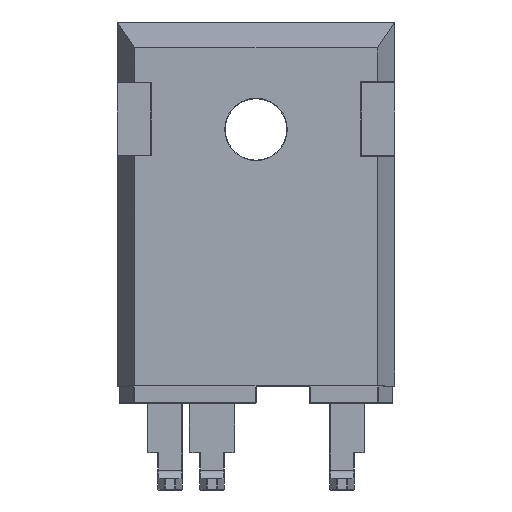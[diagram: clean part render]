
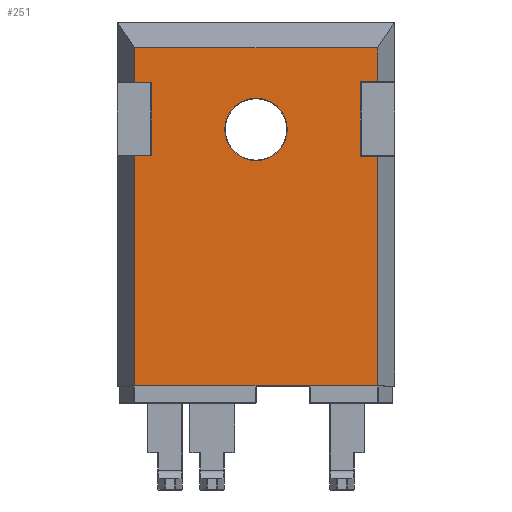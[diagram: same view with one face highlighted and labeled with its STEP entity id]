
A CAD part, top view. The second image highlights one B-rep face of the part: STEP entity #251.
In plain terms, the highlighted planar face has unit normal (0, 0, 1).
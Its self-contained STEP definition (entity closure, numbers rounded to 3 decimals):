
#73=CARTESIAN_POINT('',(-7.,-10.475,3.));
#74=VERTEX_POINT('',#73);
#92=CARTESIAN_POINT('',(7.,-10.475,3.));
#93=VERTEX_POINT('',#92);
#101=CARTESIAN_POINT('',(7.0,-10.475,3.));
#102=DIRECTION('',(-1.0,0.0,0.0));
#103=VECTOR('',#102,14.0);
#104=LINE('',#101,#103);
#105=EDGE_CURVE('',#93,#74,#104,.T.);
#110=CARTESIAN_POINT('',(0.0,0.,3.));
#111=DIRECTION('',(0.0,0.0,1.0));
#112=DIRECTION('',(1.0,0.0,0.0));
#113=AXIS2_PLACEMENT_3D('',#110,#111,#112);
#114=PLANE('',#113);
#115=ORIENTED_EDGE('',*,*,#105,.F.);
#116=CARTESIAN_POINT('',(7.,2.75,3.));
#117=VERTEX_POINT('',#116);
#118=CARTESIAN_POINT('',(7.,2.75,3.));
#119=DIRECTION('',(0.0,-1.0,0.0));
#120=VECTOR('',#119,13.225);
#121=LINE('',#118,#120);
#122=EDGE_CURVE('',#117,#93,#121,.T.);
#123=ORIENTED_EDGE('',*,*,#122,.F.);
#124=CARTESIAN_POINT('',(6.074,2.75,3.));
#125=VERTEX_POINT('',#124);
#126=CARTESIAN_POINT('',(6.074,2.75,3.));
#127=DIRECTION('',(1.0,0.0,0.0));
#128=VECTOR('',#127,0.926);
#129=LINE('',#126,#128);
#130=EDGE_CURVE('',#125,#117,#129,.T.);
#131=ORIENTED_EDGE('',*,*,#130,.F.);
#132=CARTESIAN_POINT('',(6.024,2.8,3.));
#133=VERTEX_POINT('',#132);
#134=CARTESIAN_POINT('',(6.074,2.8,3.));
#135=DIRECTION('',(0.0,0.0,1.0));
#136=DIRECTION('',(-0.707,-0.707,0.0));
#137=AXIS2_PLACEMENT_3D('',#134,#135,#136);
#138=CIRCLE('',#137,0.05);
#139=EDGE_CURVE('',#133,#125,#138,.T.);
#140=ORIENTED_EDGE('',*,*,#139,.F.);
#141=CARTESIAN_POINT('',(6.024,7.,3.));
#142=VERTEX_POINT('',#141);
#143=CARTESIAN_POINT('',(6.024,7.,3.));
#144=DIRECTION('',(0.0,-1.0,0.0));
#145=VECTOR('',#144,4.2);
#146=LINE('',#143,#145);
#147=EDGE_CURVE('',#142,#133,#146,.T.);
#148=ORIENTED_EDGE('',*,*,#147,.F.);
#149=CARTESIAN_POINT('',(6.074,7.05,3.));
#150=VERTEX_POINT('',#149);
#151=CARTESIAN_POINT('',(6.074,7.,3.));
#152=DIRECTION('',(0.0,0.0,1.));
#153=DIRECTION('',(-0.707,0.707,0.0));
#154=AXIS2_PLACEMENT_3D('',#151,#152,#153);
#155=CIRCLE('',#154,0.05);
#156=EDGE_CURVE('',#150,#142,#155,.T.);
#157=ORIENTED_EDGE('',*,*,#156,.F.);
#158=CARTESIAN_POINT('',(7.,7.05,3.));
#159=VERTEX_POINT('',#158);
#160=CARTESIAN_POINT('',(7.,7.05,3.));
#161=DIRECTION('',(-1.0,0.0,0.0));
#162=VECTOR('',#161,0.926);
#163=LINE('',#160,#162);
#164=EDGE_CURVE('',#159,#150,#163,.T.);
#165=ORIENTED_EDGE('',*,*,#164,.F.);
#166=CARTESIAN_POINT('',(7.,9.0,3.));
#167=VERTEX_POINT('',#166);
#168=CARTESIAN_POINT('',(7.,9.0,3.));
#169=DIRECTION('',(0.0,-1.0,0.0));
#170=VECTOR('',#169,1.95);
#171=LINE('',#168,#170);
#172=EDGE_CURVE('',#167,#159,#171,.T.);
#173=ORIENTED_EDGE('',*,*,#172,.F.);
#174=CARTESIAN_POINT('',(-7.,9.0,3.));
#175=VERTEX_POINT('',#174);
#176=CARTESIAN_POINT('',(-7.0,9.0,3.));
#177=DIRECTION('',(1.0,0.0,0.0));
#178=VECTOR('',#177,14.0);
#179=LINE('',#176,#178);
#180=EDGE_CURVE('',#175,#167,#179,.T.);
#181=ORIENTED_EDGE('',*,*,#180,.F.);
#182=CARTESIAN_POINT('',(-7.0,7.025,3.));
#183=VERTEX_POINT('',#182);
#184=CARTESIAN_POINT('',(-7.,7.025,3.));
#185=DIRECTION('',(0.0,1.0,0.0));
#186=VECTOR('',#185,1.975);
#187=LINE('',#184,#186);
#188=EDGE_CURVE('',#183,#175,#187,.T.);
#189=ORIENTED_EDGE('',*,*,#188,.F.);
#190=CARTESIAN_POINT('',(-6.074,7.025,3.));
#191=VERTEX_POINT('',#190);
#192=CARTESIAN_POINT('',(-7.0,7.025,3.));
#193=DIRECTION('',(1.0,0.0,0.0));
#194=VECTOR('',#193,0.926);
#195=LINE('',#192,#194);
#196=EDGE_CURVE('',#183,#191,#195,.T.);
#197=ORIENTED_EDGE('',*,*,#196,.T.);
#198=CARTESIAN_POINT('',(-6.049,7.,3.));
#199=VERTEX_POINT('',#198);
#200=CARTESIAN_POINT('',(-6.074,7.,3.));
#201=DIRECTION('',(0.0,0.0,1.));
#202=DIRECTION('',(0.707,0.707,0.0));
#203=AXIS2_PLACEMENT_3D('',#200,#201,#202);
#204=CIRCLE('',#203,0.025);
#205=EDGE_CURVE('',#199,#191,#204,.T.);
#206=ORIENTED_EDGE('',*,*,#205,.F.);
#207=CARTESIAN_POINT('',(-6.049,2.8,3.));
#208=VERTEX_POINT('',#207);
#209=CARTESIAN_POINT('',(-6.049,7.,3.));
#210=DIRECTION('',(0.0,-1.0,0.0));
#211=VECTOR('',#210,4.2);
#212=LINE('',#209,#211);
#213=EDGE_CURVE('',#199,#208,#212,.T.);
#214=ORIENTED_EDGE('',*,*,#213,.T.);
#215=CARTESIAN_POINT('',(-6.074,2.775,3.));
#216=VERTEX_POINT('',#215);
#217=CARTESIAN_POINT('',(-6.074,2.8,3.));
#218=DIRECTION('',(0.0,0.0,1.));
#219=DIRECTION('',(0.707,-0.707,0.0));
#220=AXIS2_PLACEMENT_3D('',#217,#218,#219);
#221=CIRCLE('',#220,0.025);
#222=EDGE_CURVE('',#216,#208,#221,.T.);
#223=ORIENTED_EDGE('',*,*,#222,.F.);
#224=CARTESIAN_POINT('',(-7.0,2.775,3.));
#225=VERTEX_POINT('',#224);
#226=CARTESIAN_POINT('',(-6.074,2.775,3.));
#227=DIRECTION('',(-1.0,0.0,0.0));
#228=VECTOR('',#227,0.926);
#229=LINE('',#226,#228);
#230=EDGE_CURVE('',#216,#225,#229,.T.);
#231=ORIENTED_EDGE('',*,*,#230,.T.);
#232=CARTESIAN_POINT('',(-7.,-10.475,3.));
#233=DIRECTION('',(0.0,1.0,0.0));
#234=VECTOR('',#233,13.25);
#235=LINE('',#232,#234);
#236=EDGE_CURVE('',#74,#225,#235,.T.);
#237=ORIENTED_EDGE('',*,*,#236,.F.);
#238=EDGE_LOOP('',(#115,#123,#131,#140,#148,#157,#165,#173,#181,#189,#197,#206,#214,#223,#231,#237));
#239=FACE_OUTER_BOUND('',#238,.T.);
#240=CARTESIAN_POINT('',(1.8,4.3,3.));
#241=VERTEX_POINT('',#240);
#242=CARTESIAN_POINT('',(0.0,4.3,3.));
#243=DIRECTION('',(0.0,0.0,1.0));
#244=DIRECTION('',(-1.0,0.0,0.0));
#245=AXIS2_PLACEMENT_3D('',#242,#243,#244);
#246=CIRCLE('',#245,1.8);
#247=EDGE_CURVE('',#241,#241,#246,.T.);
#248=ORIENTED_EDGE('',*,*,#247,.F.);
#249=EDGE_LOOP('',(#248));
#250=FACE_BOUND('',#249,.T.);
#251=ADVANCED_FACE('',(#239,#250),#114,.T.);
